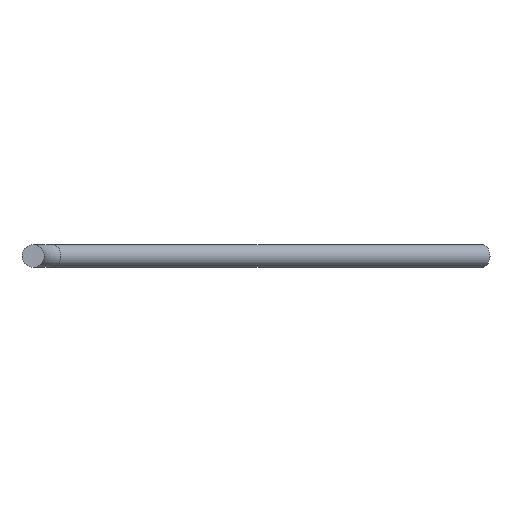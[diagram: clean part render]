
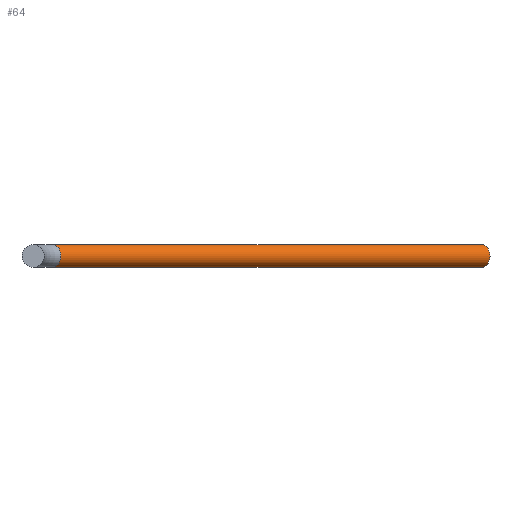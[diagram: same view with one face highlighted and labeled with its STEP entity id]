
A CAD part, front view. The second image highlights one B-rep face of the part: STEP entity #64.
In plain terms, the highlighted cylindrical face has radius 0.5 mm (diameter 1 mm), a full revolution.
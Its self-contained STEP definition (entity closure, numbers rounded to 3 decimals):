
#18=FACE_OUTER_BOUND('',#23,.T.);
#23=EDGE_LOOP('',(#48,#49,#50,#51));
#28=LINE('',#122,#30);
#30=VECTOR('',#99,0.5);
#32=CIRCLE('',#84,0.5);
#33=CIRCLE('',#85,0.5);
#37=VERTEX_POINT('',#119);
#38=VERTEX_POINT('',#121);
#41=EDGE_CURVE('',#37,#37,#32,.T.);
#42=EDGE_CURVE('',#37,#38,#28,.T.);
#43=EDGE_CURVE('',#38,#38,#33,.T.);
#48=ORIENTED_EDGE('',*,*,#41,.F.);
#49=ORIENTED_EDGE('',*,*,#42,.T.);
#50=ORIENTED_EDGE('',*,*,#43,.T.);
#51=ORIENTED_EDGE('',*,*,#42,.F.);
#62=CYLINDRICAL_SURFACE('',#83,0.5);
#64=ADVANCED_FACE('',(#18),#62,.T.);
#83=AXIS2_PLACEMENT_3D('',#118,#95,#96);
#84=AXIS2_PLACEMENT_3D('',#120,#97,#98);
#85=AXIS2_PLACEMENT_3D('',#123,#100,#101);
#95=DIRECTION('center_axis',(0.707,0.707,0.));
#96=DIRECTION('ref_axis',(-0.707,0.707,0.));
#97=DIRECTION('center_axis',(0.707,0.707,0.));
#98=DIRECTION('ref_axis',(-0.707,0.707,0.));
#99=DIRECTION('',(-0.707,-0.707,0.));
#100=DIRECTION('center_axis',(0.707,0.707,0.));
#101=DIRECTION('ref_axis',(-0.707,0.707,0.));
#118=CARTESIAN_POINT('Origin',(0.879,60.879,0.));
#119=CARTESIAN_POINT('',(20.354,79.646,0.));
#120=CARTESIAN_POINT('Origin',(20.,80.,0.));
#121=CARTESIAN_POINT('',(1.232,60.525,0.));
#122=CARTESIAN_POINT('',(1.232,60.525,0.));
#123=CARTESIAN_POINT('Origin',(0.879,60.879,0.));
